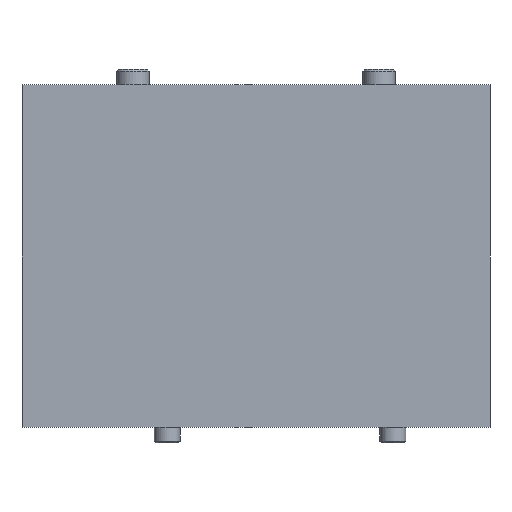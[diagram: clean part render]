
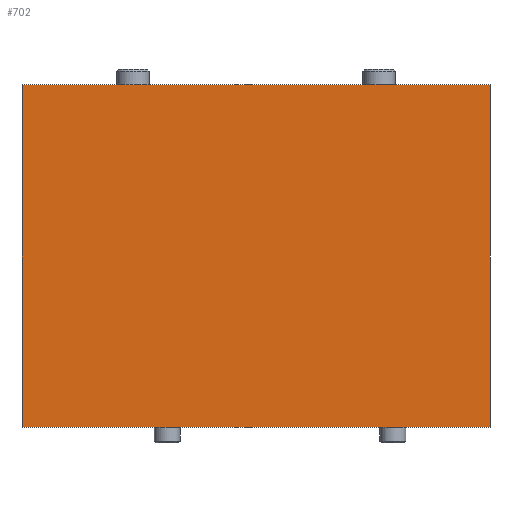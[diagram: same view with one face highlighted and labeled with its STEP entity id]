
A CAD part, front view. The second image highlights one B-rep face of the part: STEP entity #702.
In plain terms, the highlighted planar face has unit normal (0, -1, 0).
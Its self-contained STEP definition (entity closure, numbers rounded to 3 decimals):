
#49=CARTESIAN_POINT('Vertex',(0.,0.,349.5)) ;
#52=CARTESIAN_POINT('Line Origine',(238.5,0.,349.5)) ;
#56=CARTESIAN_POINT('Vertex',(477.,0.,349.5)) ;
#656=CARTESIAN_POINT('Line Origine',(477.,0.,174.75)) ;
#660=CARTESIAN_POINT('Vertex',(477.,0.,0.)) ;
#679=CARTESIAN_POINT('Axis2P3D Location',(0.,0.,0.)) ;
#684=CARTESIAN_POINT('Line Origine',(0.,0.,174.75)) ;
#688=CARTESIAN_POINT('Vertex',(0.,0.,0.)) ;
#691=CARTESIAN_POINT('Line Origine',(238.5,0.,0.)) ;
#54=VECTOR('Line Direction',#53,1.) ;
#658=VECTOR('Line Direction',#657,1.) ;
#686=VECTOR('Line Direction',#685,1.) ;
#693=VECTOR('Line Direction',#692,1.) ;
#53=DIRECTION('Vector Direction',(1.,0.,0.)) ;
#657=DIRECTION('Vector Direction',(0.,0.,1.)) ;
#680=DIRECTION('Axis2P3D Direction',(0.,1.,0.)) ;
#681=DIRECTION('Axis2P3D XDirection',(0.,0.,1.)) ;
#685=DIRECTION('Vector Direction',(0.,0.,1.)) ;
#692=DIRECTION('Vector Direction',(1.,0.,0.)) ;
#682=AXIS2_PLACEMENT_3D('Plane Axis2P3D',#679,#680,#681) ;
#55=LINE('Line',#52,#54) ;
#659=LINE('Line',#656,#658) ;
#687=LINE('Line',#684,#686) ;
#694=LINE('Line',#691,#693) ;
#683=PLANE('',#682) ;
#58=EDGE_CURVE('',#50,#57,#55,.T.) ;
#662=EDGE_CURVE('',#57,#661,#659,.F.) ;
#690=EDGE_CURVE('',#50,#689,#687,.F.) ;
#695=EDGE_CURVE('',#689,#661,#694,.T.) ;
#697=ORIENTED_EDGE('',*,*,#58,.F.) ;
#698=ORIENTED_EDGE('',*,*,#690,.T.) ;
#699=ORIENTED_EDGE('',*,*,#695,.T.) ;
#700=ORIENTED_EDGE('',*,*,#662,.F.) ;
#696=EDGE_LOOP('',(#697,#698,#699,#700)) ;
#50=VERTEX_POINT('',#49) ;
#57=VERTEX_POINT('',#56) ;
#661=VERTEX_POINT('',#660) ;
#689=VERTEX_POINT('',#688) ;
#702=ADVANCED_FACE('PartBody',(#701),#683,.F.) ;
#701=FACE_OUTER_BOUND('',#696,.T.) ;
